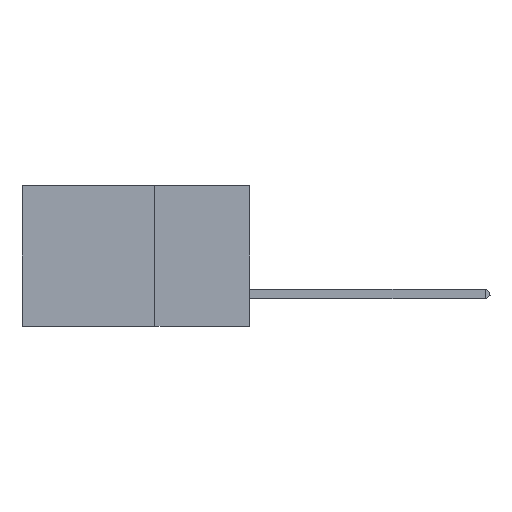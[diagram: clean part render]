
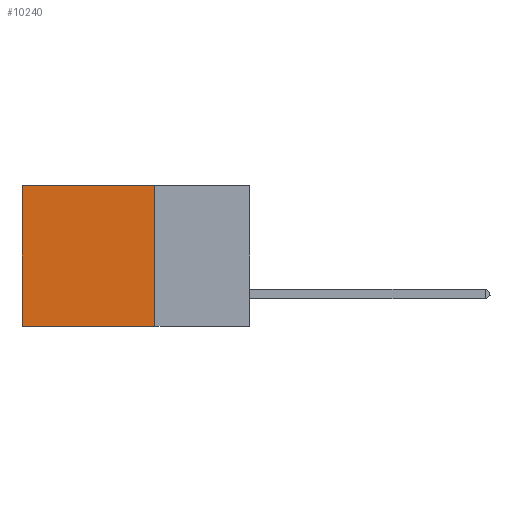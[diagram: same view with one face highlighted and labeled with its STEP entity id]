
A CAD part, left-side view. The second image highlights one B-rep face of the part: STEP entity #10240.
In plain terms, the highlighted planar face has unit normal (-1, 0, 0).
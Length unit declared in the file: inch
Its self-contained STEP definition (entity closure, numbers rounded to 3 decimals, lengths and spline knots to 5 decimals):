
#8 = EDGE_LOOP ( 'NONE', ( #18062, #6069, #22551, #22086 ) ) ;
#372 = CARTESIAN_POINT ( 'NONE',  ( 0.2875, 0.25, 0. ) ) ;
#1252 = CARTESIAN_POINT ( 'NONE',  ( 0.2875, 0.25, 0. ) ) ;
#1307 = CARTESIAN_POINT ( 'NONE',  ( 0.2875, 0.6, -0.37 ) ) ;
#1339 = CARTESIAN_POINT ( 'NONE',  ( 0.2875, 0.25, 0. ) ) ;
#1355 = DIRECTION ( 'NONE',  ( 0., 1., 0. ) ) ;
#1547 = DIRECTION ( 'NONE',  ( 0., 0., -1. ) ) ;
#1848 = EDGE_CURVE ( 'NONE', #10578, #27075, #4772, .T. ) ;
#2203 = VECTOR ( 'NONE', #9798, 39.37008 ) ;
#2576 = DIRECTION ( 'NONE',  ( 0., 0., -1. ) ) ;
#4772 = LINE ( 'NONE', #14764, #22275 ) ;
#5349 = PLANE ( 'NONE',  #21965 ) ;
#6069 = ORIENTED_EDGE ( 'NONE', *, *, #1848, .F. ) ;
#6185 = VECTOR ( 'NONE', #13142, 39.37008 ) ;
#8630 = LINE ( 'NONE', #1339, #27198 ) ;
#9798 = DIRECTION ( 'NONE',  ( 0., 1., 0. ) ) ;
#10240 = ADVANCED_FACE ( 'NONE', ( #11193 ), #5349, .F. ) ;
#10578 = VERTEX_POINT ( 'NONE', #25494 ) ;
#11193 = FACE_OUTER_BOUND ( 'NONE', #8, .T. ) ;
#12769 = EDGE_CURVE ( 'NONE', #16338, #20628, #19420, .T. ) ;
#13142 = DIRECTION ( 'NONE',  ( 0., 0., -1. ) ) ;
#14375 = EDGE_CURVE ( 'NONE', #16338, #10578, #8630, .T. ) ;
#14764 = CARTESIAN_POINT ( 'NONE',  ( 0.2875, 0.25, -0.37 ) ) ;
#16338 = VERTEX_POINT ( 'NONE', #372 ) ;
#17370 = DIRECTION ( 'NONE',  ( 1., 0., 0. ) ) ;
#18062 = ORIENTED_EDGE ( 'NONE', *, *, #23298, .T. ) ;
#19420 = LINE ( 'NONE', #21109, #2203 ) ;
#20628 = VERTEX_POINT ( 'NONE', #25639 ) ;
#21109 = CARTESIAN_POINT ( 'NONE',  ( 0.2875, 0.25, 0. ) ) ;
#21965 = AXIS2_PLACEMENT_3D ( 'NONE', #1252, #17370, #2576 ) ;
#22086 = ORIENTED_EDGE ( 'NONE', *, *, #12769, .T. ) ;
#22275 = VECTOR ( 'NONE', #1355, 39.37008 ) ;
#22551 = ORIENTED_EDGE ( 'NONE', *, *, #14375, .F. ) ;
#23298 = EDGE_CURVE ( 'NONE', #20628, #27075, #27203, .T. ) ;
#24247 = CARTESIAN_POINT ( 'NONE',  ( 0.2875, 0.6, 0. ) ) ;
#25494 = CARTESIAN_POINT ( 'NONE',  ( 0.2875, 0.25, -0.37 ) ) ;
#25639 = CARTESIAN_POINT ( 'NONE',  ( 0.2875, 0.6, 0. ) ) ;
#27075 = VERTEX_POINT ( 'NONE', #1307 ) ;
#27198 = VECTOR ( 'NONE', #1547, 39.37008 ) ;
#27203 = LINE ( 'NONE', #24247, #6185 ) ;
